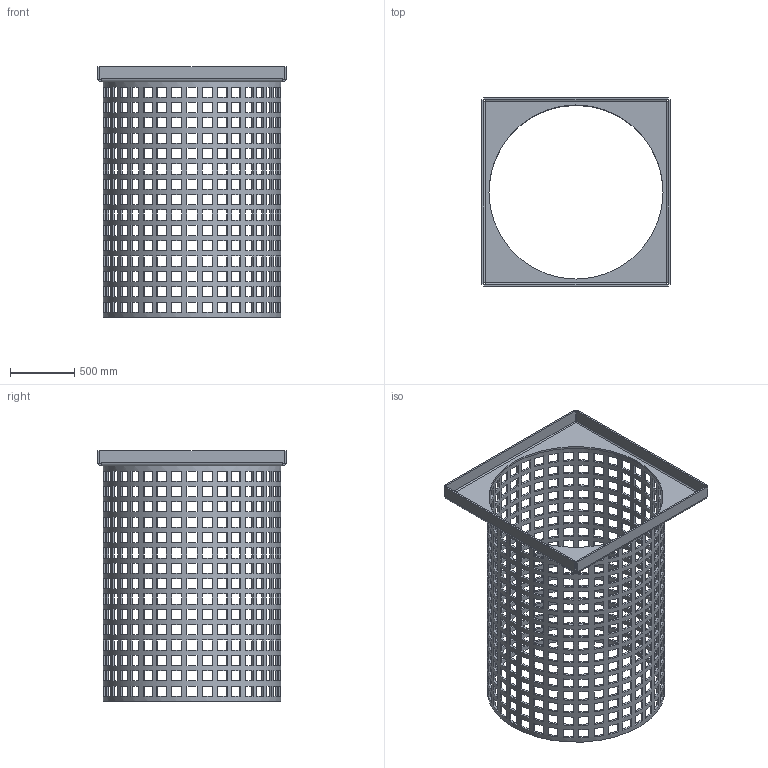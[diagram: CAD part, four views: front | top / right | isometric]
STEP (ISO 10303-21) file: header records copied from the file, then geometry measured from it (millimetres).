
FILE_DESCRIPTION(/* description */ (''),/* implementation_level */ '2;1');
FILE_NAME(/* name */ '16593.100X_3D.stp',/* time_stamp */ '2024-12-12T07:26:00+01:00',/* author */ ('CAD'),/* organization */ (''),/* preprocessor_version */ 'ST-DEVELOPER v20',/* originating_system */ 'AutoCAD Mechanical',/* authorisation */ '');
FILE_SCHEMA (('AUTOMOTIVE_DESIGN { 1 0 10303 214 3 1 1 }'));
Products named in the file (2): Product; *S0
Assembly tree (1 placements, depth 2):
  Product
    *S0
Bounding box: 1470 x 1470 x 1959.96 mm (x, y, z)
Volume: 86349628.6 mm3; surface area: 14404022.8 mm2
Topology: 2 solids, 2 shells, 2211 faces, 6679 edges, 4442 vertices
Faces by surface type: plane 2200, cylinder 11
Full cylindrical faces by diameter (mm): 1360 x2, 1390 x1
Entity records: 77729 total; most frequent: ORIENTED_EDGE 13358, DIRECTION 13349, CARTESIAN_POINT 13335, EDGE_CURVE 6679, AXIS2_PLACEMENT_3D 4456, VERTEX_POINT 4442, LINE 4437, VECTOR 4437
